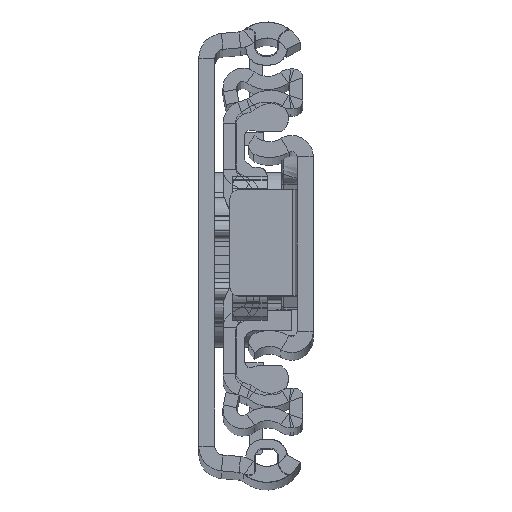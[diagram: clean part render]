
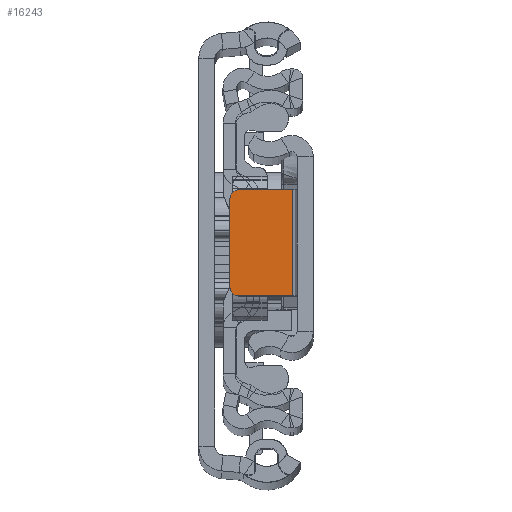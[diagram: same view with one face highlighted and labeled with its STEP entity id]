
A CAD part, top view. The second image highlights one B-rep face of the part: STEP entity #16243.
In plain terms, the highlighted planar face has unit normal (0, 0, 1).
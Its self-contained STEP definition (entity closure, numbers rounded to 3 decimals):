
#195 = AXIS2_PLACEMENT_3D ( 'NONE', #11065, #26297, #15839 ) ;
#218 = DIRECTION ( 'NONE',  ( 1., 0., 0. ) ) ;
#2045 = VERTEX_POINT ( 'NONE', #30528 ) ;
#2580 = VERTEX_POINT ( 'NONE', #23303 ) ;
#2691 = VECTOR ( 'NONE', #4683, 1000. ) ;
#3579 = LINE ( 'NONE', #29259, #10121 ) ;
#3684 = EDGE_CURVE ( 'NONE', #12101, #8932, #3579, .T. ) ;
#3811 = AXIS2_PLACEMENT_3D ( 'NONE', #23648, #26050, #218 ) ;
#3886 = CARTESIAN_POINT ( 'NONE',  ( -2.3, -5.849, -6.8 ) ) ;
#4342 = VECTOR ( 'NONE', #22327, 1000. ) ;
#4683 = DIRECTION ( 'NONE',  ( -1., 0., 0. ) ) ;
#4854 = VERTEX_POINT ( 'NONE', #3886 ) ;
#5261 = ORIENTED_EDGE ( 'NONE', *, *, #15559, .F. ) ;
#6101 = CARTESIAN_POINT ( 'NONE',  ( -2.3, 6.151, -6.8 ) ) ;
#6665 = ORIENTED_EDGE ( 'NONE', *, *, #3684, .F. ) ;
#7625 = EDGE_CURVE ( 'NONE', #12101, #15828, #8848, .T. ) ;
#8848 = CIRCLE ( 'NONE', #195, 1. ) ;
#8932 = VERTEX_POINT ( 'NONE', #32122 ) ;
#9973 = PLANE ( 'NONE',  #3811 ) ;
#10112 = VECTOR ( 'NONE', #10793, 1000. ) ;
#10121 = VECTOR ( 'NONE', #27045, 1000. ) ;
#10396 = CIRCLE ( 'NONE', #32259, 1. ) ;
#10793 = DIRECTION ( 'NONE',  ( 0., 1., 0. ) ) ;
#11065 = CARTESIAN_POINT ( 'NONE',  ( -8.4, 5.151, -6.8 ) ) ;
#11668 = EDGE_CURVE ( 'NONE', #2045, #15828, #29109, .T. ) ;
#12101 = VERTEX_POINT ( 'NONE', #32818 ) ;
#12394 = LINE ( 'NONE', #33277, #2691 ) ;
#13622 = EDGE_CURVE ( 'NONE', #4854, #2580, #12394, .T. ) ;
#14751 = EDGE_LOOP ( 'NONE', ( #29558, #27747, #33280, #5261, #6665, #18091 ) ) ;
#15091 = DIRECTION ( 'NONE',  ( 0., 0., 1. ) ) ;
#15559 = EDGE_CURVE ( 'NONE', #8932, #4854, #27322, .T. ) ;
#15604 = DIRECTION ( 'NONE',  ( 1., 0., 0. ) ) ;
#15828 = VERTEX_POINT ( 'NONE', #26444 ) ;
#15839 = DIRECTION ( 'NONE',  ( 1., 0., 0. ) ) ;
#16243 = ADVANCED_FACE ( 'NONE', ( #25710 ), #9973, .T. ) ;
#16346 = EDGE_CURVE ( 'NONE', #2045, #2580, #10396, .T. ) ;
#16429 = CARTESIAN_POINT ( 'NONE',  ( -9.4, 6.151, -6.8 ) ) ;
#18091 = ORIENTED_EDGE ( 'NONE', *, *, #7625, .T. ) ;
#22327 = DIRECTION ( 'NONE',  ( 0., -1., 0. ) ) ;
#23303 = CARTESIAN_POINT ( 'NONE',  ( -8.4, -5.849, -6.8 ) ) ;
#23648 = CARTESIAN_POINT ( 'NONE',  ( 0., 0., -6.8 ) ) ;
#25710 = FACE_OUTER_BOUND ( 'NONE', #14751, .T. ) ;
#26050 = DIRECTION ( 'NONE',  ( 0., 0., 1. ) ) ;
#26213 = CARTESIAN_POINT ( 'NONE',  ( -8.4, -4.849, -6.8 ) ) ;
#26297 = DIRECTION ( 'NONE',  ( 0., 0., 1. ) ) ;
#26444 = CARTESIAN_POINT ( 'NONE',  ( -9.4, 5.151, -6.8 ) ) ;
#27045 = DIRECTION ( 'NONE',  ( 1., 0., 0. ) ) ;
#27322 = LINE ( 'NONE', #6101, #4342 ) ;
#27747 = ORIENTED_EDGE ( 'NONE', *, *, #16346, .T. ) ;
#29109 = LINE ( 'NONE', #16429, #10112 ) ;
#29259 = CARTESIAN_POINT ( 'NONE',  ( -1.8, 6.151, -6.8 ) ) ;
#29558 = ORIENTED_EDGE ( 'NONE', *, *, #11668, .F. ) ;
#30528 = CARTESIAN_POINT ( 'NONE',  ( -9.4, -4.849, -6.8 ) ) ;
#32122 = CARTESIAN_POINT ( 'NONE',  ( -2.3, 6.151, -6.8 ) ) ;
#32259 = AXIS2_PLACEMENT_3D ( 'NONE', #26213, #15091, #15604 ) ;
#32818 = CARTESIAN_POINT ( 'NONE',  ( -8.4, 6.151, -6.8 ) ) ;
#33277 = CARTESIAN_POINT ( 'NONE',  ( -9.4, -5.849, -6.8 ) ) ;
#33280 = ORIENTED_EDGE ( 'NONE', *, *, #13622, .F. ) ;
